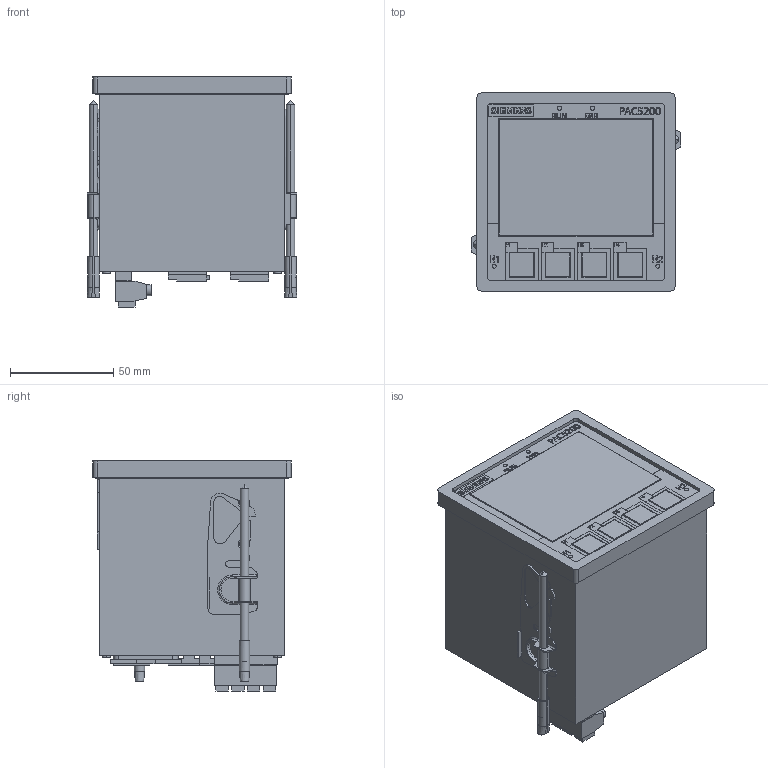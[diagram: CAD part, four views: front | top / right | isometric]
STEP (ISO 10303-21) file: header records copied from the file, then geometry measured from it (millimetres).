
FILE_DESCRIPTION(('STEP AP214'),'1');
FILE_NAME('cctmp_5033570B-FF50-4751-A67A-5AB6974215F5_2023_07_22_12_14_52_0977..stp','2023-07-22T10:14:54',('SIEMENS A&D'),('CADClick - www.CADClick.com'),'Spatial InterOp 3D postprocessed',' ','unknown authorization');
FILE_SCHEMA(('AUTOMOTIVE_DESIGN'));
Length unit declared in the file: millimetre
Products named in the file (1): 2023_07_22_12_14_52_0922
Bounding box: 101.56 x 96 x 111.51 mm (x, y, z)
Volume: 596726.8 mm3; surface area: 93769.8 mm2
Topology: 1 solids, 15 shells, 2103 faces, 5686 edges, 3758 vertices
Faces by surface type: plane 1702, cylinder 226, extrusion 119, cone 28, sphere 16, torus 8, bspline 4
Entity records: 72845 total; most frequent: CARTESIAN_POINT 13487, ORIENTED_EDGE 11364, DIRECTION 10033, EDGE_CURVE 5682, VECTOR 4967, LINE 4848, VERTEX_POINT 3758, AXIS2_PLACEMENT_3D 2533
